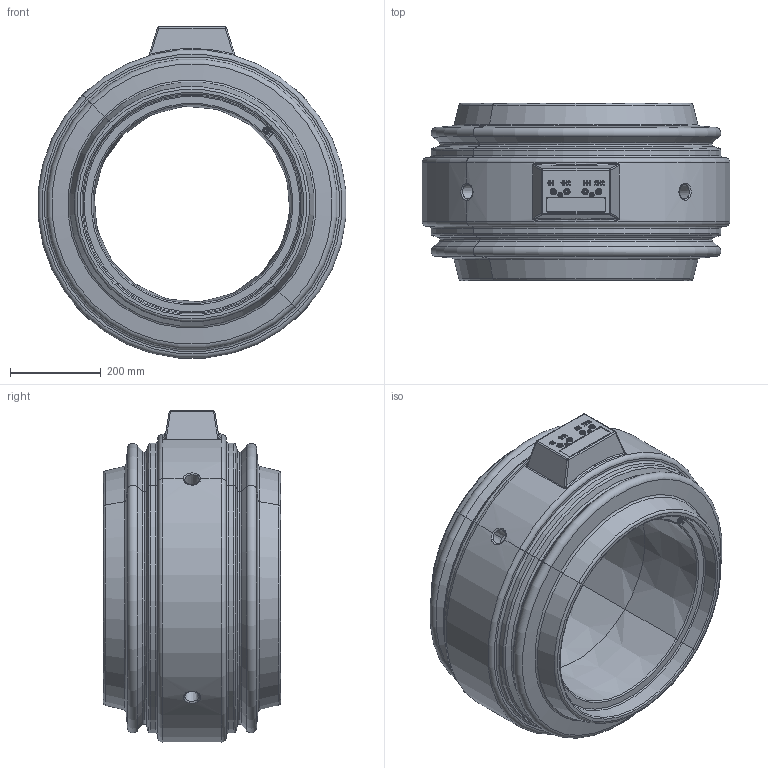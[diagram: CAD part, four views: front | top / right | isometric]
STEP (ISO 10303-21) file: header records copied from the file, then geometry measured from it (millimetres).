
FILE_DESCRIPTION (( 'STEP AP203' ), '1' );
FILE_NAME ('ÒØË-20-1 12êÀ.STEP', '2019-02-14T04:50:49', ( '' ), ( '' ), 'SwSTEP 2.0', 'SolidWorks 2010', '' );
FILE_SCHEMA (( 'CONFIG_CONTROL_DESIGN' ));
Length unit declared in the file: millimetre
Products named in the file (1): ÒØË-20-1 12êÀ
Bounding box: 677.41 x 390 x 730.71 mm (x, y, z)
Surface area: 1729226.6 mm2 (no closed solid volume)
Topology: 0 solids, 17 shells, 293 faces, 854 edges, 570 vertices
Faces by surface type: plane 92, cone 78, cylinder 58, torus 44, bspline 15, sphere 6
Entity records: 12163 total; most frequent: CARTESIAN_POINT 4205, DIRECTION 1815, ORIENTED_EDGE 1444, EDGE_CURVE 850, AXIS2_PLACEMENT_3D 728, VERTEX_POINT 568, CIRCLE 449, LINE 359
